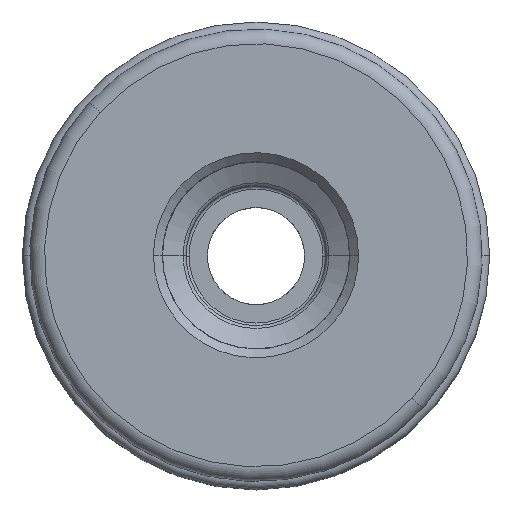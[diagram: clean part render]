
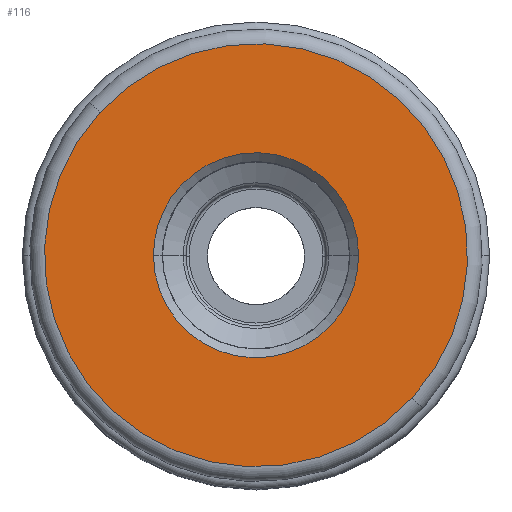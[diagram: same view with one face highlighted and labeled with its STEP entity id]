
A CAD part, top view. The second image highlights one B-rep face of the part: STEP entity #116.
In plain terms, the highlighted planar face has unit normal (0, 0, 1).
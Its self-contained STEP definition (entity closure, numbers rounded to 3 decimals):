
#63=PLANE('',#1316);
#71=FACE_BOUND('',#268,.T.);
#72=FACE_BOUND('',#269,.T.);
#116=ADVANCED_FACE('',(#71,#72),#63,.F.);
#268=EDGE_LOOP('',(#386,#387,#388,#389));
#269=EDGE_LOOP('',(#390,#391,#392,#393));
#386=ORIENTED_EDGE('',*,*,#800,.T.);
#387=ORIENTED_EDGE('',*,*,#801,.T.);
#388=ORIENTED_EDGE('',*,*,#802,.F.);
#389=ORIENTED_EDGE('',*,*,#803,.T.);
#390=ORIENTED_EDGE('',*,*,#804,.T.);
#391=ORIENTED_EDGE('',*,*,#805,.T.);
#392=ORIENTED_EDGE('',*,*,#806,.T.);
#393=ORIENTED_EDGE('',*,*,#807,.T.);
#678=VERTEX_POINT('',#2141);
#679=VERTEX_POINT('',#2142);
#680=VERTEX_POINT('',#2144);
#681=VERTEX_POINT('',#2146);
#682=VERTEX_POINT('',#2149);
#683=VERTEX_POINT('',#2150);
#684=VERTEX_POINT('',#2152);
#685=VERTEX_POINT('',#2154);
#800=EDGE_CURVE('',#678,#679,#971,.T.);
#801=EDGE_CURVE('',#679,#680,#972,.T.);
#802=EDGE_CURVE('',#681,#680,#973,.T.);
#803=EDGE_CURVE('',#681,#678,#974,.T.);
#804=EDGE_CURVE('',#682,#683,#975,.T.);
#805=EDGE_CURVE('',#683,#684,#976,.T.);
#806=EDGE_CURVE('',#684,#685,#977,.T.);
#807=EDGE_CURVE('',#685,#682,#978,.T.);
#971=CIRCLE('',#1308,28.75);
#972=CIRCLE('',#1309,28.75);
#973=CIRCLE('',#1310,28.75);
#974=CIRCLE('',#1311,28.75);
#975=CIRCLE('',#1312,13.935);
#976=CIRCLE('',#1313,13.935);
#977=CIRCLE('',#1314,13.935);
#978=CIRCLE('',#1315,13.935);
#1308=AXIS2_PLACEMENT_3D('',#2140,#1581,#1582);
#1309=AXIS2_PLACEMENT_3D('',#2143,#1583,#1584);
#1310=AXIS2_PLACEMENT_3D('',#2145,#1585,#1586);
#1311=AXIS2_PLACEMENT_3D('',#2147,#1587,#1588);
#1312=AXIS2_PLACEMENT_3D('',#2148,#1589,#1590);
#1313=AXIS2_PLACEMENT_3D('',#2151,#1591,#1592);
#1314=AXIS2_PLACEMENT_3D('',#2153,#1593,#1594);
#1315=AXIS2_PLACEMENT_3D('',#2155,#1595,#1596);
#1316=AXIS2_PLACEMENT_3D('',#2156,#1597,#1598);
#1581=DIRECTION('',(0.,0.,1.));
#1582=DIRECTION('',(0.738,-0.675,0.));
#1583=DIRECTION('',(0.,0.,1.));
#1584=DIRECTION('',(-0.738,0.675,0.));
#1585=DIRECTION('',(0.,0.,-1.));
#1586=DIRECTION('',(-0.738,0.675,0.));
#1587=DIRECTION('',(0.,0.,1.));
#1588=DIRECTION('',(0.737,-0.676,0.));
#1589=DIRECTION('',(0.,0.,-1.));
#1590=DIRECTION('',(0.737,-0.676,0.));
#1591=DIRECTION('',(0.,0.,-1.));
#1592=DIRECTION('',(-1.,0.,0.));
#1593=DIRECTION('',(0.,0.,-1.));
#1594=DIRECTION('',(-0.737,0.676,0.));
#1595=DIRECTION('',(0.,0.,-1.));
#1596=DIRECTION('',(1.,0.,0.));
#1597=DIRECTION('',(0.,0.,-1.));
#1598=DIRECTION('',(0.737,-0.676,0.));
#2140=CARTESIAN_POINT('',(0.,0.,0.));
#2141=CARTESIAN_POINT('',(21.207,-19.412,0.));
#2142=CARTESIAN_POINT('',(-21.197,19.423,0.));
#2143=CARTESIAN_POINT('',(0.,0.,0.));
#2144=CARTESIAN_POINT('',(-21.207,19.412,0.));
#2145=CARTESIAN_POINT('',(0.,0.,0.));
#2146=CARTESIAN_POINT('',(21.197,-19.423,0.));
#2147=CARTESIAN_POINT('',(0.,0.,0.));
#2148=CARTESIAN_POINT('',(0.,0.,0.));
#2149=CARTESIAN_POINT('',(10.274,-9.414,0.));
#2150=CARTESIAN_POINT('',(-13.935,0.,0.));
#2151=CARTESIAN_POINT('',(0.,0.,0.));
#2152=CARTESIAN_POINT('',(-10.274,9.414,0.));
#2153=CARTESIAN_POINT('',(0.,0.,0.));
#2154=CARTESIAN_POINT('',(13.935,0.,0.));
#2155=CARTESIAN_POINT('',(0.,0.,0.));
#2156=CARTESIAN_POINT('',(0.,0.,0.));
